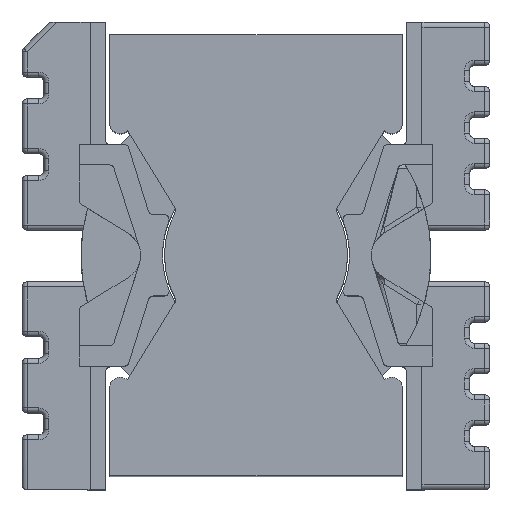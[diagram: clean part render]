
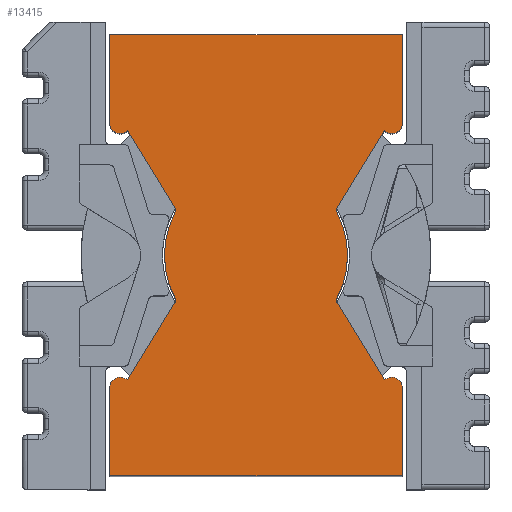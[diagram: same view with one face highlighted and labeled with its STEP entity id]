
A CAD part, top view. The second image highlights one B-rep face of the part: STEP entity #13415.
In plain terms, the highlighted face is planar.
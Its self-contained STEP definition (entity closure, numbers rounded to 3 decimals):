
#323=PLANE('',#14575);
#929=CIRCLE('',#14527,0.25);
#931=CIRCLE('',#14530,0.25);
#933=CIRCLE('',#14533,0.25);
#935=CIRCLE('',#14536,0.25);
#940=CIRCLE('',#14542,0.53);
#941=CIRCLE('',#14544,0.53);
#948=CIRCLE('',#14552,0.53);
#949=CIRCLE('',#14554,0.53);
#955=CIRCLE('',#14566,4.5);
#957=CIRCLE('',#14568,4.5);
#963=CIRCLE('',#14576,0.25);
#964=CIRCLE('',#14577,4.5);
#965=CIRCLE('',#14578,0.25);
#966=CIRCLE('',#14579,4.5);
#3661=ORIENTED_EDGE('',*,*,#5165,.T.);
#3662=ORIENTED_EDGE('',*,*,#5178,.T.);
#3663=ORIENTED_EDGE('',*,*,#5130,.T.);
#3664=ORIENTED_EDGE('',*,*,#5197,.T.);
#3665=ORIENTED_EDGE('',*,*,#5185,.T.);
#3666=ORIENTED_EDGE('',*,*,#5198,.T.);
#3667=ORIENTED_EDGE('',*,*,#5126,.T.);
#3668=ORIENTED_EDGE('',*,*,#5199,.T.);
#3669=ORIENTED_EDGE('',*,*,#5179,.F.);
#3670=ORIENTED_EDGE('',*,*,#5147,.T.);
#3671=ORIENTED_EDGE('',*,*,#5200,.F.);
#3672=ORIENTED_EDGE('',*,*,#5201,.F.);
#3673=ORIENTED_EDGE('',*,*,#5202,.F.);
#3674=ORIENTED_EDGE('',*,*,#5149,.T.);
#3675=ORIENTED_EDGE('',*,*,#5174,.T.);
#3676=ORIENTED_EDGE('',*,*,#5137,.T.);
#3677=ORIENTED_EDGE('',*,*,#5203,.T.);
#3678=ORIENTED_EDGE('',*,*,#5188,.T.);
#3679=ORIENTED_EDGE('',*,*,#5133,.T.);
#3680=ORIENTED_EDGE('',*,*,#5175,.F.);
#3681=ORIENTED_EDGE('',*,*,#5163,.T.);
#3682=ORIENTED_EDGE('',*,*,#5204,.F.);
#3683=ORIENTED_EDGE('',*,*,#5205,.F.);
#3684=ORIENTED_EDGE('',*,*,#5206,.F.);
#5126=EDGE_CURVE('',#6024,#6022,#929,.T.);
#5130=EDGE_CURVE('',#6028,#6026,#931,.T.);
#5133=EDGE_CURVE('',#6030,#6031,#933,.T.);
#5137=EDGE_CURVE('',#6034,#6035,#935,.T.);
#5147=EDGE_CURVE('',#6045,#6044,#940,.T.);
#5149=EDGE_CURVE('',#6046,#6047,#941,.T.);
#5163=EDGE_CURVE('',#6061,#6060,#948,.T.);
#5165=EDGE_CURVE('',#6062,#6063,#949,.T.);
#5174=EDGE_CURVE('',#6047,#6034,#6818,.T.);
#5175=EDGE_CURVE('',#6061,#6031,#6819,.T.);
#5178=EDGE_CURVE('',#6063,#6028,#6822,.T.);
#5179=EDGE_CURVE('',#6045,#6070,#6823,.T.);
#5185=EDGE_CURVE('',#6074,#6072,#955,.T.);
#5188=EDGE_CURVE('',#6076,#6030,#957,.T.);
#5197=EDGE_CURVE('',#6026,#6074,#963,.T.);
#5198=EDGE_CURVE('',#6072,#6024,#964,.T.);
#5199=EDGE_CURVE('',#6022,#6070,#965,.T.);
#5200=EDGE_CURVE('',#6082,#6044,#6831,.T.);
#5201=EDGE_CURVE('',#6083,#6082,#6832,.T.);
#5202=EDGE_CURVE('',#6046,#6083,#6833,.T.);
#5203=EDGE_CURVE('',#6035,#6076,#966,.T.);
#5204=EDGE_CURVE('',#6084,#6060,#6834,.T.);
#5205=EDGE_CURVE('',#6085,#6084,#6835,.T.);
#5206=EDGE_CURVE('',#6062,#6085,#6836,.T.);
#6022=VERTEX_POINT('',#20836);
#6024=VERTEX_POINT('',#20839);
#6026=VERTEX_POINT('',#20845);
#6028=VERTEX_POINT('',#20848);
#6030=VERTEX_POINT('',#20854);
#6031=VERTEX_POINT('',#20855);
#6034=VERTEX_POINT('',#20863);
#6035=VERTEX_POINT('',#20864);
#6044=VERTEX_POINT('',#20883);
#6045=VERTEX_POINT('',#20885);
#6046=VERTEX_POINT('',#20889);
#6047=VERTEX_POINT('',#20890);
#6060=VERTEX_POINT('',#20917);
#6061=VERTEX_POINT('',#20919);
#6062=VERTEX_POINT('',#20923);
#6063=VERTEX_POINT('',#20924);
#6070=VERTEX_POINT('',#20949);
#6072=VERTEX_POINT('',#20958);
#6074=VERTEX_POINT('',#20961);
#6076=VERTEX_POINT('',#20966);
#6082=VERTEX_POINT('',#20986);
#6083=VERTEX_POINT('',#20988);
#6084=VERTEX_POINT('',#20992);
#6085=VERTEX_POINT('',#20994);
#6818=LINE('',#20940,#7575);
#6819=LINE('',#20942,#7576);
#6822=LINE('',#20946,#7579);
#6823=LINE('',#20948,#7580);
#6831=LINE('',#20985,#7588);
#6832=LINE('',#20987,#7589);
#6833=LINE('',#20989,#7590);
#6834=LINE('',#20991,#7591);
#6835=LINE('',#20993,#7592);
#6836=LINE('',#20995,#7593);
#7575=VECTOR('',#17557,1000.);
#7576=VECTOR('',#17560,1000.);
#7579=VECTOR('',#17565,1000.);
#7580=VECTOR('',#17568,1000.);
#7588=VECTOR('',#17610,1000.);
#7589=VECTOR('',#17611,1000.);
#7590=VECTOR('',#17612,1000.);
#7591=VECTOR('',#17615,1000.);
#7592=VECTOR('',#17616,1000.);
#7593=VECTOR('',#17617,1000.);
#8186=EDGE_LOOP('',(#3661,#3662,#3663,#3664,#3665,#3666,#3667,#3668,#3669,
#3670,#3671,#3672,#3673,#3674,#3675,#3676,#3677,#3678,#3679,#3680,#3681,
#3682,#3683,#3684));
#8777=FACE_BOUND('',#8186,.T.);
#13415=ADVANCED_FACE('',(#8777),#323,.F.);
#14527=AXIS2_PLACEMENT_3D('',#20838,#17469,#17470);
#14530=AXIS2_PLACEMENT_3D('',#20847,#17477,#17478);
#14533=AXIS2_PLACEMENT_3D('',#20853,#17484,#17485);
#14536=AXIS2_PLACEMENT_3D('',#20862,#17492,#17493);
#14542=AXIS2_PLACEMENT_3D('',#20884,#17509,#17510);
#14544=AXIS2_PLACEMENT_3D('',#20888,#17514,#17515);
#14552=AXIS2_PLACEMENT_3D('',#20918,#17537,#17538);
#14554=AXIS2_PLACEMENT_3D('',#20922,#17542,#17543);
#14566=AXIS2_PLACEMENT_3D('',#20960,#17580,#17581);
#14568=AXIS2_PLACEMENT_3D('',#20965,#17585,#17586);
#14575=AXIS2_PLACEMENT_3D('',#20981,#17602,#17603);
#14576=AXIS2_PLACEMENT_3D('',#20982,#17604,#17605);
#14577=AXIS2_PLACEMENT_3D('',#20983,#17606,#17607);
#14578=AXIS2_PLACEMENT_3D('',#20984,#17608,#17609);
#14579=AXIS2_PLACEMENT_3D('',#20990,#17613,#17614);
#17469=DIRECTION('',(0.,-1.,0.));
#17470=DIRECTION('',(-1.,0.,0.));
#17477=DIRECTION('',(0.,-1.,0.));
#17478=DIRECTION('',(-1.,0.,0.));
#17484=DIRECTION('',(0.,-1.,0.));
#17485=DIRECTION('',(-1.,0.,0.));
#17492=DIRECTION('',(0.,-1.,0.));
#17493=DIRECTION('',(-1.,0.,0.));
#17509=DIRECTION('',(0.,1.,0.));
#17510=DIRECTION('',(-1.,0.,0.));
#17514=DIRECTION('',(0.,1.,0.));
#17515=DIRECTION('',(-1.,0.,0.));
#17537=DIRECTION('',(0.,1.,0.));
#17538=DIRECTION('',(-1.,0.,0.));
#17542=DIRECTION('',(0.,1.,0.));
#17543=DIRECTION('',(-1.,0.,0.));
#17557=DIRECTION('',(0.523,0.,0.852));
#17560=DIRECTION('',(0.523,0.,-0.852));
#17565=DIRECTION('',(-0.523,0.,-0.852));
#17568=DIRECTION('',(-0.523,0.,0.852));
#17580=DIRECTION('',(0.,1.,0.));
#17581=DIRECTION('',(-1.,0.,0.));
#17585=DIRECTION('',(0.,1.,0.));
#17586=DIRECTION('',(-1.,0.,0.));
#17602=DIRECTION('',(0.,-1.,0.));
#17603=DIRECTION('',(-1.,0.,0.));
#17604=DIRECTION('',(0.,-1.,0.));
#17605=DIRECTION('',(-1.,0.,0.));
#17606=DIRECTION('',(0.,1.,0.));
#17607=DIRECTION('',(-1.,0.,0.));
#17608=DIRECTION('',(0.,-1.,0.));
#17609=DIRECTION('',(-1.,0.,0.));
#17610=DIRECTION('',(0.,0.,1.));
#17611=DIRECTION('',(1.,0.,0.));
#17612=DIRECTION('',(0.,0.,-1.));
#17613=DIRECTION('',(0.,1.,0.));
#17614=DIRECTION('',(-1.,0.,0.));
#17615=DIRECTION('',(0.,0.,-1.));
#17616=DIRECTION('',(-1.,0.,0.));
#17617=DIRECTION('',(0.,0.,1.));
#20836=CARTESIAN_POINT('',(-5.818,21.71,10.535));
#20838=CARTESIAN_POINT('',(-5.568,21.71,10.535));
#20839=CARTESIAN_POINT('',(-5.79,21.71,10.652));
#20845=CARTESIAN_POINT('',(-5.818,21.71,14.958));
#20847=CARTESIAN_POINT('',(-5.568,21.71,14.958));
#20848=CARTESIAN_POINT('',(-5.781,21.71,15.089));
#20853=CARTESIAN_POINT('',(-13.976,21.71,14.958));
#20854=CARTESIAN_POINT('',(-13.755,21.71,14.841));
#20855=CARTESIAN_POINT('',(-13.763,21.71,15.089));
#20862=CARTESIAN_POINT('',(-13.976,21.71,10.535));
#20863=CARTESIAN_POINT('',(-13.763,21.71,10.404));
#20864=CARTESIAN_POINT('',(-13.755,21.71,10.652));
#20883=CARTESIAN_POINT('',(-2.572,21.71,6.223));
#20884=CARTESIAN_POINT('',(-3.102,21.71,6.223));
#20885=CARTESIAN_POINT('',(-3.457,21.71,6.617));
#20888=CARTESIAN_POINT('',(-16.442,21.71,6.223));
#20889=CARTESIAN_POINT('',(-16.972,21.71,6.223));
#20890=CARTESIAN_POINT('',(-16.088,21.71,6.617));
#20917=CARTESIAN_POINT('',(-16.972,21.71,19.27));
#20918=CARTESIAN_POINT('',(-16.442,21.71,19.27));
#20919=CARTESIAN_POINT('',(-16.088,21.71,18.876));
#20922=CARTESIAN_POINT('',(-3.102,21.71,19.27));
#20923=CARTESIAN_POINT('',(-2.572,21.71,19.27));
#20924=CARTESIAN_POINT('',(-3.457,21.71,18.876));
#20940=CARTESIAN_POINT('',(-14.494,21.71,9.214));
#20942=CARTESIAN_POINT('',(-4.819,21.71,0.517));
#20946=CARTESIAN_POINT('',(-10.785,21.71,6.937));
#20948=CARTESIAN_POINT('',(-1.11,21.71,2.794));
#20949=CARTESIAN_POINT('',(-5.781,21.71,10.404));
#20958=CARTESIAN_POINT('',(-5.272,21.71,12.746));
#20960=CARTESIAN_POINT('',(-9.772,21.71,12.746));
#20961=CARTESIAN_POINT('',(-5.79,21.71,14.841));
#20965=CARTESIAN_POINT('',(-9.772,21.71,12.746));
#20966=CARTESIAN_POINT('',(-14.272,21.71,12.746));
#20981=CARTESIAN_POINT('',(-2.572,21.71,1.896));
#20982=CARTESIAN_POINT('',(-5.568,21.71,14.958));
#20983=CARTESIAN_POINT('',(-9.772,21.71,12.746));
#20984=CARTESIAN_POINT('',(-5.568,21.71,10.535));
#20985=CARTESIAN_POINT('',(-2.572,21.71,1.896));
#20986=CARTESIAN_POINT('',(-2.572,21.71,1.896));
#20987=CARTESIAN_POINT('',(-2.572,21.71,1.896));
#20988=CARTESIAN_POINT('',(-16.972,21.71,1.896));
#20989=CARTESIAN_POINT('',(-16.972,21.71,1.896));
#20990=CARTESIAN_POINT('',(-9.772,21.71,12.746));
#20991=CARTESIAN_POINT('',(-16.972,21.71,1.896));
#20992=CARTESIAN_POINT('',(-16.972,21.71,23.596));
#20993=CARTESIAN_POINT('',(-2.572,21.71,23.596));
#20994=CARTESIAN_POINT('',(-2.572,21.71,23.596));
#20995=CARTESIAN_POINT('',(-2.572,21.71,1.896));
